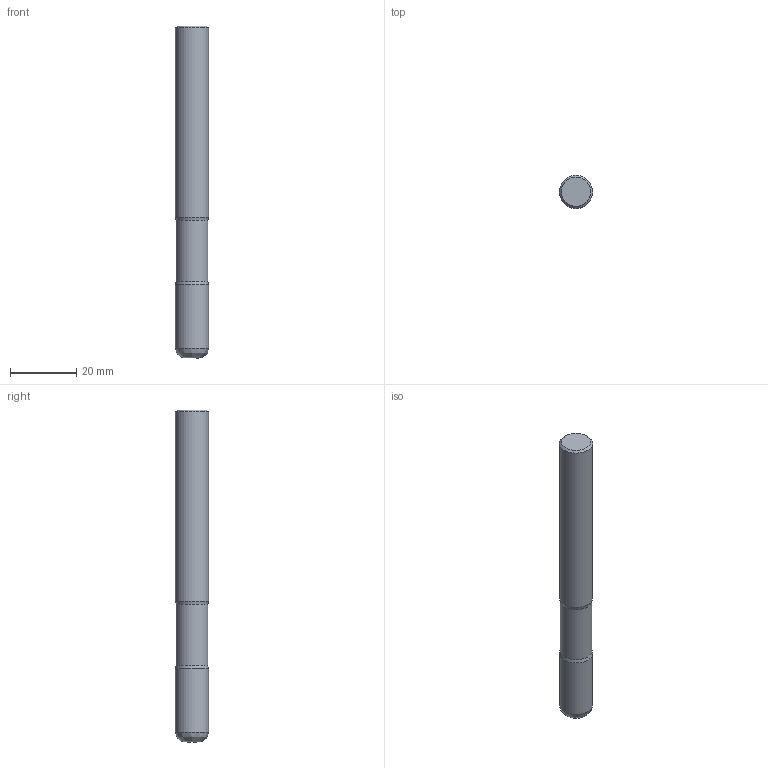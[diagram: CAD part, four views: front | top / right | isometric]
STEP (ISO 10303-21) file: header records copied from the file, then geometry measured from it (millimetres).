
FILE_DESCRIPTION(('STEP'), '1');
FILE_NAME('MOD000000000000000020084590400000.stp', '2019-01-02T12:05:40', (''), (''), 'Express v3.0.0.0', 'Express Tool', 'Unknown');
FILE_SCHEMA(('AUTOMOTIVE_DESIGN'));
Length unit declared in the file: millimetre
Products named in the file (1): R216.24-10050GCK22P-634153038504680269-1
Bounding box: 10 x 10 x 100 mm (x, y, z)
Volume: 7631.7 mm3; surface area: 3376.6 mm2
Topology: 2 solids, 2 shells, 11 faces, 31 edges, 25 vertices
Faces by surface type: bspline 11
Entity records: 682 total; most frequent: CARTESIAN_POINT 342, DIRECTION 60, ORIENTED_EDGE 52, EDGE_CURVE 26, AXIS2_PLACEMENT_3D 26, CIRCLE 23, VERTEX_POINT 19, ADVANCED_FACE 11
